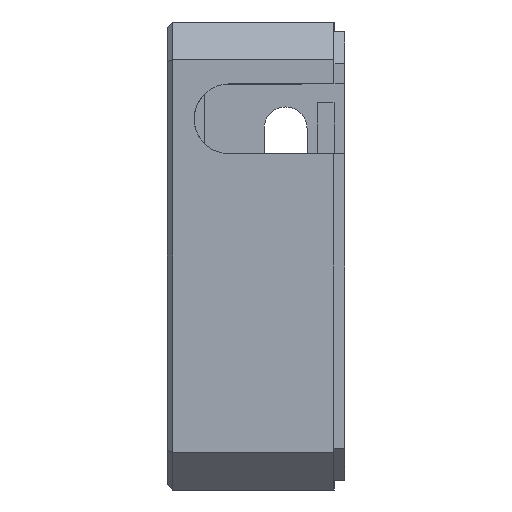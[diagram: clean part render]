
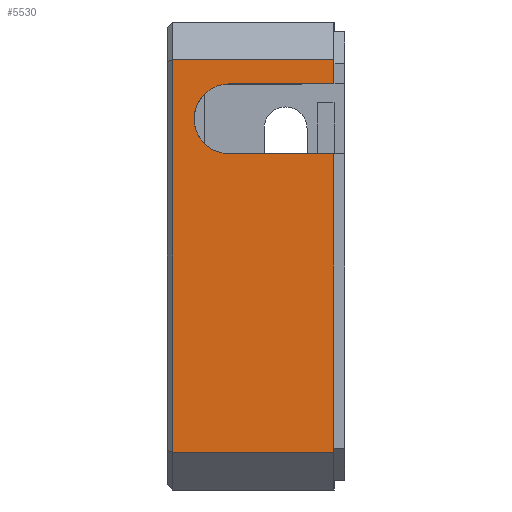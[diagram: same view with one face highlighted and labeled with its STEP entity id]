
A CAD part, left-side view. The second image highlights one B-rep face of the part: STEP entity #5530.
In plain terms, the highlighted planar face has unit normal (-1, 0, 0).
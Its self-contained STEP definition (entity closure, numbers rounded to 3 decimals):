
#60 = CARTESIAN_POINT ( 'NONE',  ( 0., 0., 3.5 ) ) ;
#386 = LINE ( 'NONE', #2619, #1171 ) ;
#820 = ORIENTED_EDGE ( 'NONE', *, *, #6113, .T. ) ;
#1038 = CARTESIAN_POINT ( 'NONE',  ( 0., 9.75, 34.5 ) ) ;
#1064 = EDGE_CURVE ( 'NONE', #4351, #5970, #3538, .T. ) ;
#1171 = VECTOR ( 'NONE', #2733, 1000. ) ;
#1365 = CARTESIAN_POINT ( 'NONE',  ( 0., 0., 31.25 ) ) ;
#1478 = CARTESIAN_POINT ( 'NONE',  ( 0., 16.5, 40. ) ) ;
#1542 = DIRECTION ( 'NONE',  ( 0., 0., -1. ) ) ;
#1829 = CIRCLE ( 'NONE', #5296, 3.25 ) ;
#1923 = DIRECTION ( 'NONE',  ( 0., 1., 0. ) ) ;
#2094 = VERTEX_POINT ( 'NONE', #2790 ) ;
#2156 = ORIENTED_EDGE ( 'NONE', *, *, #3308, .T. ) ;
#2209 = LINE ( 'NONE', #2248, #6218 ) ;
#2248 = CARTESIAN_POINT ( 'NONE',  ( 0., 15., 3.5 ) ) ;
#2269 = CARTESIAN_POINT ( 'NONE',  ( 0., 0., 0. ) ) ;
#2313 = VERTEX_POINT ( 'NONE', #3195 ) ;
#2378 = VECTOR ( 'NONE', #6187, 1000. ) ;
#2397 = EDGE_CURVE ( 'NONE', #3267, #5172, #4815, .T. ) ;
#2448 = CARTESIAN_POINT ( 'NONE',  ( 0., 9.75, 31.25 ) ) ;
#2619 = CARTESIAN_POINT ( 'NONE',  ( 0., 0., 31.25 ) ) ;
#2710 = DIRECTION ( 'NONE',  ( 0., 0., -1. ) ) ;
#2733 = DIRECTION ( 'NONE',  ( 0., 1., 0. ) ) ;
#2747 = AXIS2_PLACEMENT_3D ( 'NONE', #3619, #7108, #5872 ) ;
#2790 = CARTESIAN_POINT ( 'NONE',  ( 0., 9.75, 37.75 ) ) ;
#2791 = LINE ( 'NONE', #2269, #4408 ) ;
#2928 = VECTOR ( 'NONE', #1923, 1000. ) ;
#2932 = ORIENTED_EDGE ( 'NONE', *, *, #3707, .T. ) ;
#2985 = CARTESIAN_POINT ( 'NONE',  ( 0., 15., 40. ) ) ;
#3195 = CARTESIAN_POINT ( 'NONE',  ( 0., 0., 37.75 ) ) ;
#3267 = VERTEX_POINT ( 'NONE', #4494 ) ;
#3290 = VERTEX_POINT ( 'NONE', #5644 ) ;
#3308 = EDGE_CURVE ( 'NONE', #2313, #3267, #2791, .T. ) ;
#3459 = VERTEX_POINT ( 'NONE', #2448 ) ;
#3538 = LINE ( 'NONE', #6395, #6828 ) ;
#3619 = CARTESIAN_POINT ( 'NONE',  ( 0., 16.5, 0. ) ) ;
#3707 = EDGE_CURVE ( 'NONE', #2094, #2313, #4876, .T. ) ;
#3782 = ORIENTED_EDGE ( 'NONE', *, *, #2397, .T. ) ;
#3835 = EDGE_CURVE ( 'NONE', #5970, #3459, #386, .T. ) ;
#3903 = LINE ( 'NONE', #3972, #2378 ) ;
#3964 = ORIENTED_EDGE ( 'NONE', *, *, #3835, .T. ) ;
#3972 = CARTESIAN_POINT ( 'NONE',  ( 0., 16.5, 3.5 ) ) ;
#4150 = EDGE_CURVE ( 'NONE', #3459, #2094, #1829, .T. ) ;
#4351 = VERTEX_POINT ( 'NONE', #60 ) ;
#4408 = VECTOR ( 'NONE', #5082, 1000. ) ;
#4494 = CARTESIAN_POINT ( 'NONE',  ( 0., 0., 40. ) ) ;
#4632 = DIRECTION ( 'NONE',  ( 0., 0., 1. ) ) ;
#4712 = PLANE ( 'NONE',  #2747 ) ;
#4806 = VECTOR ( 'NONE', #7162, 1000. ) ;
#4815 = LINE ( 'NONE', #1478, #2928 ) ;
#4876 = LINE ( 'NONE', #6035, #4806 ) ;
#4965 = ORIENTED_EDGE ( 'NONE', *, *, #6198, .T. ) ;
#5082 = DIRECTION ( 'NONE',  ( 0., 0., 1. ) ) ;
#5172 = VERTEX_POINT ( 'NONE', #2985 ) ;
#5296 = AXIS2_PLACEMENT_3D ( 'NONE', #1038, #5635, #2710 ) ;
#5530 = ADVANCED_FACE ( 'NONE', ( #6579 ), #4712, .F. ) ;
#5635 = DIRECTION ( 'NONE',  ( 1., 0., 0. ) ) ;
#5644 = CARTESIAN_POINT ( 'NONE',  ( 0., 15., 3.5 ) ) ;
#5645 = ORIENTED_EDGE ( 'NONE', *, *, #1064, .T. ) ;
#5872 = DIRECTION ( 'NONE',  ( 0., 0., -1. ) ) ;
#5970 = VERTEX_POINT ( 'NONE', #1365 ) ;
#6035 = CARTESIAN_POINT ( 'NONE',  ( 0., 0., 37.75 ) ) ;
#6113 = EDGE_CURVE ( 'NONE', #3290, #4351, #3903, .T. ) ;
#6187 = DIRECTION ( 'NONE',  ( 0., -1., 0. ) ) ;
#6198 = EDGE_CURVE ( 'NONE', #5172, #3290, #2209, .T. ) ;
#6218 = VECTOR ( 'NONE', #1542, 1000. ) ;
#6395 = CARTESIAN_POINT ( 'NONE',  ( 0., 0., 0. ) ) ;
#6579 = FACE_OUTER_BOUND ( 'NONE', #6817, .T. ) ;
#6674 = ORIENTED_EDGE ( 'NONE', *, *, #4150, .T. ) ;
#6817 = EDGE_LOOP ( 'NONE', ( #2932, #2156, #3782, #4965, #820, #5645, #3964, #6674 ) ) ;
#6828 = VECTOR ( 'NONE', #4632, 1000. ) ;
#7108 = DIRECTION ( 'NONE',  ( 1., 0., 0. ) ) ;
#7162 = DIRECTION ( 'NONE',  ( 0., -1., 0. ) ) ;
